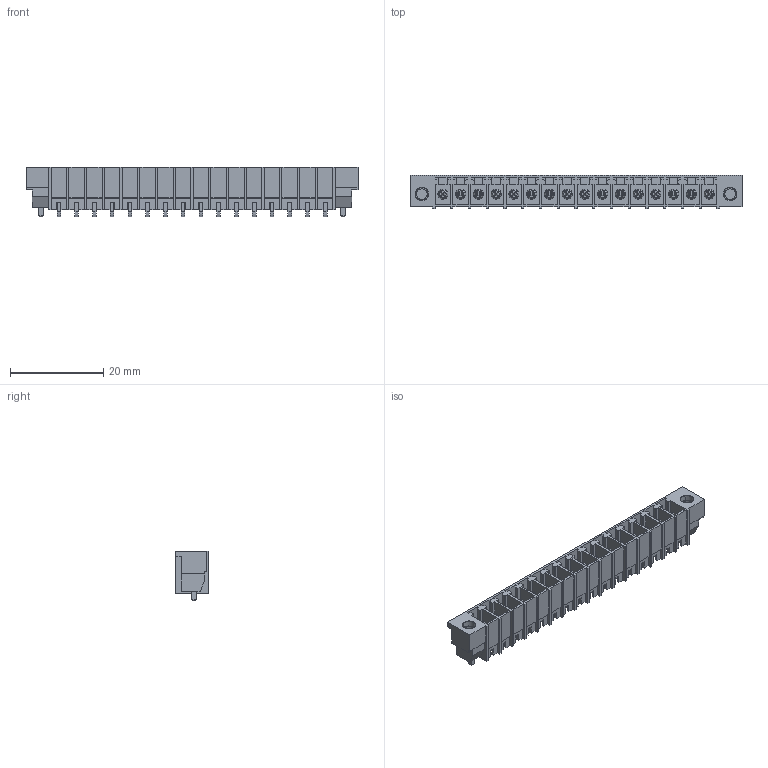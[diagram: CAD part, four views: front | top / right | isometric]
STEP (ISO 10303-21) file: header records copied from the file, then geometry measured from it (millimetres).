
FILE_DESCRIPTION(('CATIA V5 STEP Exchange','CAx-IF Rec.Pracs.--- Model Styling and Organization---1.2---2011-12-15'),'2;1');
FILE_NAME ('D1457751_0_1864210000_1864210000.stp','2018-10-16T09:49:09+00:00',('none'),('Weidmueller'),'CATIA Version 5-6 Release 2014','CATIA V5 STEP AP214','none');
FILE_SCHEMA(('AUTOMOTIVE_DESIGN { 1 0 10303 214 1 1 1 1 }'));
Length unit declared in the file: millimetre
Products named in the file (1): 1864210000
Bounding box: 71.25 x 7.07 x 10.7 mm (x, y, z)
Volume: 1878 mm3; surface area: 6004.3 mm2
Topology: 19 solids, 19 shells, 1136 faces, 3222 edges, 2176 vertices
Faces by surface type: plane 902, cylinder 166, cone 36, torus 32
Entity records: 33593 total; most frequent: ORIENTED_EDGE 6444, CARTESIAN_POINT 6187, DIRECTION 4338, EDGE_CURVE 3222, VECTOR 2754, LINE 2754, VERTEX_POINT 2176, EDGE_LOOP 1220
